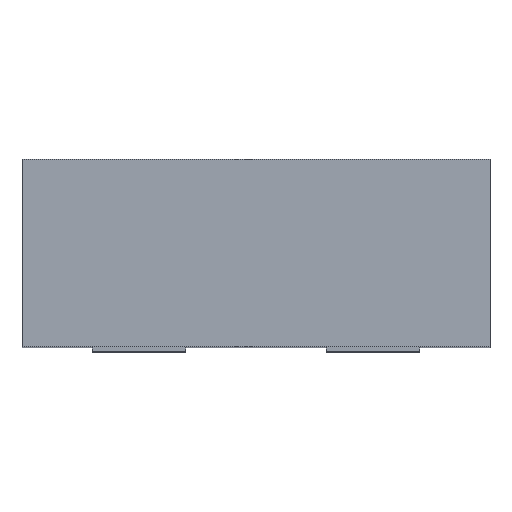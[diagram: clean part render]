
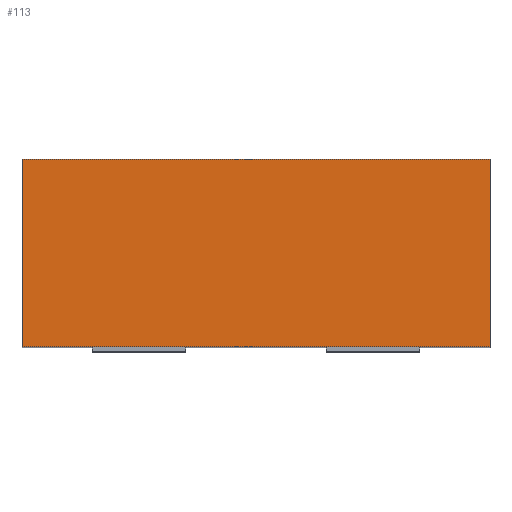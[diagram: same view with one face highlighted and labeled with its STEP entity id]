
A CAD part, top view. The second image highlights one B-rep face of the part: STEP entity #113.
In plain terms, the highlighted planar face has unit normal (0, 0, 1).
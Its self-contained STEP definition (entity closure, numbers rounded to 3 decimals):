
#55 = CARTESIAN_POINT ( 'NONE',  ( 0.5, 0.4, 0.8 ) ) ;
#62 = EDGE_CURVE ( 'NONE', #1994, #269, #510, .T. ) ;
#113 = ADVANCED_FACE ( 'NONE', ( #1617 ), #520, .F. ) ;
#176 = VECTOR ( 'NONE', #1790, 1000. ) ;
#200 = CARTESIAN_POINT ( 'NONE',  ( -0.5, 0.4, 0.8 ) ) ;
#269 = VERTEX_POINT ( 'NONE', #1746 ) ;
#292 = DIRECTION ( 'NONE',  ( 1., 0., 0. ) ) ;
#443 = VERTEX_POINT ( 'NONE', #747 ) ;
#466 = VECTOR ( 'NONE', #292, 1000. ) ;
#510 = LINE ( 'NONE', #681, #176 ) ;
#520 = PLANE ( 'NONE',  #1681 ) ;
#571 = ORIENTED_EDGE ( 'NONE', *, *, #62, .F. ) ;
#580 = VECTOR ( 'NONE', #904, 1000. ) ;
#619 = EDGE_LOOP ( 'NONE', ( #1978, #571, #1027, #1399 ) ) ;
#651 = CARTESIAN_POINT ( 'NONE',  ( -0.5, 0.4, 0.8 ) ) ;
#681 = CARTESIAN_POINT ( 'NONE',  ( 0.5, 0.4, 0.8 ) ) ;
#747 = CARTESIAN_POINT ( 'NONE',  ( -0.5, 0.4, 0.8 ) ) ;
#777 = LINE ( 'NONE', #1710, #580 ) ;
#815 = LINE ( 'NONE', #651, #1187 ) ;
#826 = DIRECTION ( 'NONE',  ( 0., 0., -1. ) ) ;
#904 = DIRECTION ( 'NONE',  ( 1., 0., 0. ) ) ;
#1027 = ORIENTED_EDGE ( 'NONE', *, *, #1506, .F. ) ;
#1071 = VERTEX_POINT ( 'NONE', #1450 ) ;
#1081 = CARTESIAN_POINT ( 'NONE',  ( -0.5, 0., 0.8 ) ) ;
#1187 = VECTOR ( 'NONE', #1770, 1000. ) ;
#1399 = ORIENTED_EDGE ( 'NONE', *, *, #2019, .T. ) ;
#1450 = CARTESIAN_POINT ( 'NONE',  ( -0.5, 0., 0.8 ) ) ;
#1456 = DIRECTION ( 'NONE',  ( -1., 0., 0. ) ) ;
#1506 = EDGE_CURVE ( 'NONE', #443, #1994, #777, .T. ) ;
#1617 = FACE_OUTER_BOUND ( 'NONE', #619, .T. ) ;
#1681 = AXIS2_PLACEMENT_3D ( 'NONE', #200, #826, #1456 ) ;
#1706 = LINE ( 'NONE', #1081, #466 ) ;
#1710 = CARTESIAN_POINT ( 'NONE',  ( -0.5, 0.4, 0.8 ) ) ;
#1746 = CARTESIAN_POINT ( 'NONE',  ( 0.5, 0., 0.8 ) ) ;
#1770 = DIRECTION ( 'NONE',  ( 0., -1., 0. ) ) ;
#1790 = DIRECTION ( 'NONE',  ( 0., -1., 0. ) ) ;
#1893 = EDGE_CURVE ( 'NONE', #1071, #269, #1706, .T. ) ;
#1978 = ORIENTED_EDGE ( 'NONE', *, *, #1893, .T. ) ;
#1994 = VERTEX_POINT ( 'NONE', #55 ) ;
#2019 = EDGE_CURVE ( 'NONE', #443, #1071, #815, .T. ) ;
